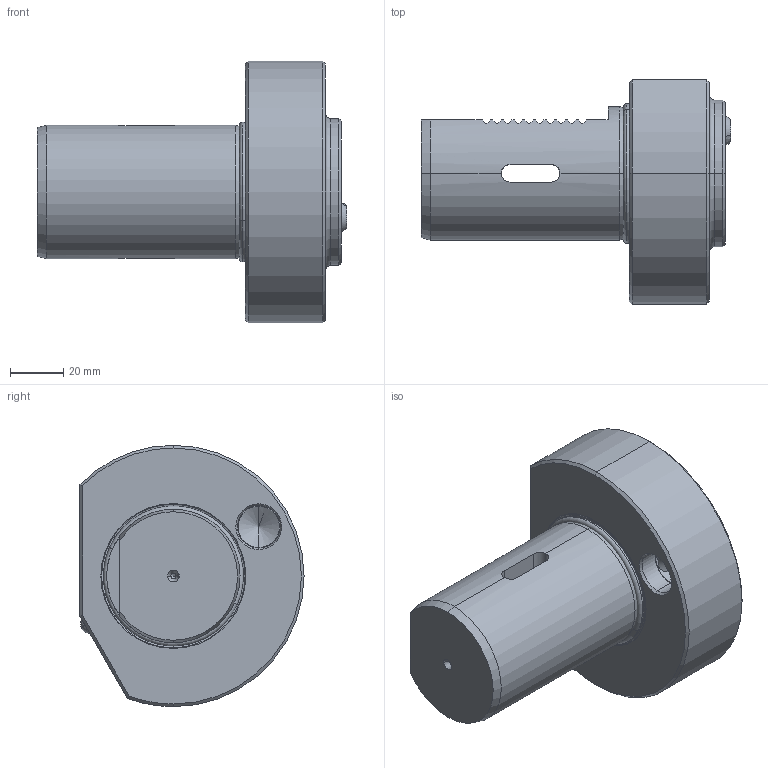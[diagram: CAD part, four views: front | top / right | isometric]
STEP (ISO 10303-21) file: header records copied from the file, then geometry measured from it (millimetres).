
FILE_DESCRIPTION (( 'STEP AP203' ), '1' );
FILE_NAME ('509.07.02.STEP', '2016-11-26T07:19:33', ( '' ), ( '' ), 'SwSTEP 2.0', 'SolidWorks 2012', '' );
FILE_SCHEMA (( 'CONFIG_CONTROL_DESIGN' ));
Products named in the file (7): 509.07.02; O型環48.7; 管螺文螺絲; 皿頭_M5; 出水銅嘴; 8止水鉚珠; VDI50       MA2
Assembly tree (6 placements, depth 2):
  509.07.02
    VDI50       MA2
    8止水鉚珠
    O型環48.7
    出水銅嘴
    皿頭_M5
    管螺文螺絲
Bounding box: 116 x 84 x 98 mm (x, y, z)
Volume: 330204.2 mm3; surface area: 48147.6 mm2
Topology: 18 solids, 18 shells, 402 faces, 976 edges, 600 vertices
Faces by surface type: cone 169, cylinder 106, plane 73, bspline 34, torus 16, sphere 4
Entity records: 34232 total; most frequent: CARTESIAN_POINT 24920, ORIENTED_EDGE 1916, DIRECTION 1607, EDGE_CURVE 958, AXIS2_PLACEMENT_3D 616, VERTEX_POINT 594, EDGE_LOOP 420, FACE_OUTER_BOUND 402
